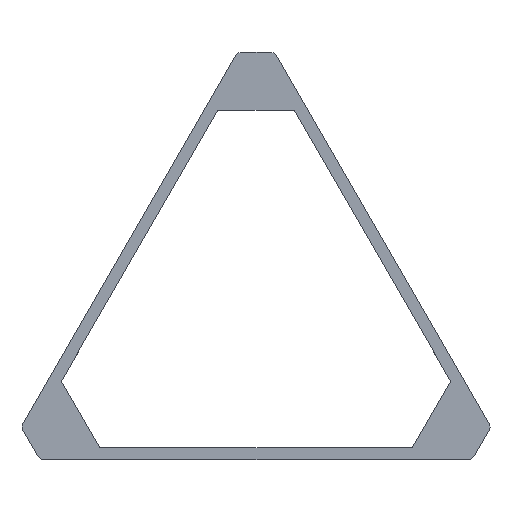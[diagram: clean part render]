
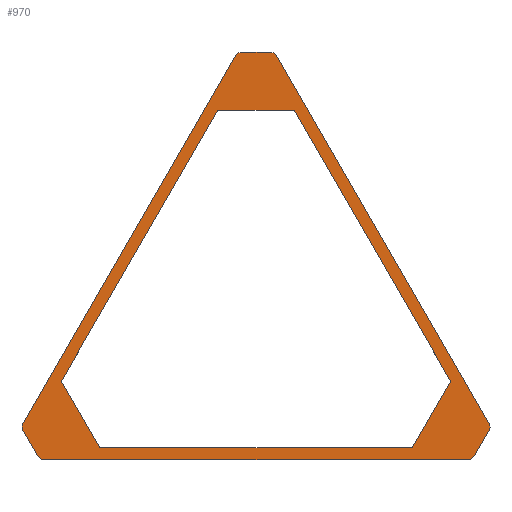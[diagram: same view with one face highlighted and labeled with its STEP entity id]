
A CAD part, top view. The second image highlights one B-rep face of the part: STEP entity #970.
In plain terms, the highlighted planar face has unit normal (0, 0, 1).
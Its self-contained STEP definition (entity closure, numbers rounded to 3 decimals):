
#19=FACE_BOUND('',#162,.T.);
#39=CIRCLE('',#1036,3.2);
#40=CIRCLE('',#1039,3.2);
#41=CIRCLE('',#1042,3.2);
#42=CIRCLE('',#1045,3.2);
#43=CIRCLE('',#1048,3.2);
#44=CIRCLE('',#1051,3.2);
#106=FACE_OUTER_BOUND('',#161,.T.);
#161=EDGE_LOOP('',(#846,#847,#848,#849,#850,#851,#852,#853,#854,#855,#856,
#857));
#162=EDGE_LOOP('',(#858,#859,#860,#861,#862,#863));
#210=LINE('',#1415,#321);
#214=LINE('',#1424,#325);
#218=LINE('',#1433,#329);
#222=LINE('',#1440,#333);
#224=LINE('',#1443,#335);
#227=LINE('',#1447,#338);
#260=LINE('',#1553,#371);
#263=LINE('',#1561,#374);
#266=LINE('',#1569,#377);
#269=LINE('',#1577,#380);
#272=LINE('',#1585,#383);
#275=LINE('',#1592,#386);
#321=VECTOR('',#1140,10.);
#325=VECTOR('',#1146,10.);
#329=VECTOR('',#1152,10.);
#333=VECTOR('',#1158,10.);
#335=VECTOR('',#1162,10.);
#338=VECTOR('',#1167,10.);
#371=VECTOR('',#1268,10.);
#374=VECTOR('',#1277,10.);
#377=VECTOR('',#1286,10.);
#380=VECTOR('',#1295,10.);
#383=VECTOR('',#1304,10.);
#386=VECTOR('',#1313,10.);
#417=VERTEX_POINT('',#1413);
#418=VERTEX_POINT('',#1414);
#421=VERTEX_POINT('',#1422);
#422=VERTEX_POINT('',#1423);
#425=VERTEX_POINT('',#1431);
#426=VERTEX_POINT('',#1432);
#465=VERTEX_POINT('',#1546);
#466=VERTEX_POINT('',#1547);
#467=VERTEX_POINT('',#1552);
#468=VERTEX_POINT('',#1556);
#469=VERTEX_POINT('',#1560);
#470=VERTEX_POINT('',#1564);
#471=VERTEX_POINT('',#1568);
#472=VERTEX_POINT('',#1572);
#473=VERTEX_POINT('',#1576);
#474=VERTEX_POINT('',#1580);
#475=VERTEX_POINT('',#1584);
#476=VERTEX_POINT('',#1588);
#522=EDGE_CURVE('',#417,#418,#210,.T.);
#526=EDGE_CURVE('',#421,#422,#214,.T.);
#530=EDGE_CURVE('',#425,#426,#218,.T.);
#534=EDGE_CURVE('',#426,#421,#222,.T.);
#536=EDGE_CURVE('',#422,#417,#224,.T.);
#539=EDGE_CURVE('',#418,#425,#227,.T.);
#588=EDGE_CURVE('',#465,#466,#39,.T.);
#591=EDGE_CURVE('',#467,#465,#260,.T.);
#593=EDGE_CURVE('',#468,#467,#40,.T.);
#595=EDGE_CURVE('',#469,#468,#263,.T.);
#597=EDGE_CURVE('',#470,#469,#41,.T.);
#599=EDGE_CURVE('',#471,#470,#266,.T.);
#601=EDGE_CURVE('',#472,#471,#42,.T.);
#603=EDGE_CURVE('',#473,#472,#269,.T.);
#605=EDGE_CURVE('',#474,#473,#43,.T.);
#607=EDGE_CURVE('',#475,#474,#272,.T.);
#609=EDGE_CURVE('',#476,#475,#44,.T.);
#611=EDGE_CURVE('',#466,#476,#275,.T.);
#846=ORIENTED_EDGE('',*,*,#611,.F.);
#847=ORIENTED_EDGE('',*,*,#588,.F.);
#848=ORIENTED_EDGE('',*,*,#591,.F.);
#849=ORIENTED_EDGE('',*,*,#593,.F.);
#850=ORIENTED_EDGE('',*,*,#595,.F.);
#851=ORIENTED_EDGE('',*,*,#597,.F.);
#852=ORIENTED_EDGE('',*,*,#599,.F.);
#853=ORIENTED_EDGE('',*,*,#601,.F.);
#854=ORIENTED_EDGE('',*,*,#603,.F.);
#855=ORIENTED_EDGE('',*,*,#605,.F.);
#856=ORIENTED_EDGE('',*,*,#607,.F.);
#857=ORIENTED_EDGE('',*,*,#609,.F.);
#858=ORIENTED_EDGE('',*,*,#536,.T.);
#859=ORIENTED_EDGE('',*,*,#522,.T.);
#860=ORIENTED_EDGE('',*,*,#539,.T.);
#861=ORIENTED_EDGE('',*,*,#530,.T.);
#862=ORIENTED_EDGE('',*,*,#534,.T.);
#863=ORIENTED_EDGE('',*,*,#526,.T.);
#919=PLANE('',#1053);
#970=ADVANCED_FACE('',(#106,#19),#919,.T.);
#1036=AXIS2_PLACEMENT_3D('',#1548,#1262,#1263);
#1039=AXIS2_PLACEMENT_3D('',#1557,#1272,#1273);
#1042=AXIS2_PLACEMENT_3D('',#1565,#1281,#1282);
#1045=AXIS2_PLACEMENT_3D('',#1573,#1290,#1291);
#1048=AXIS2_PLACEMENT_3D('',#1581,#1299,#1300);
#1051=AXIS2_PLACEMENT_3D('',#1589,#1308,#1309);
#1053=AXIS2_PLACEMENT_3D('',#1593,#1314,#1315);
#1140=DIRECTION('',(-0.5,0.866,0.));
#1146=DIRECTION('',(-0.5,-0.866,0.));
#1152=DIRECTION('',(1.,0.,0.));
#1158=DIRECTION('',(0.5,-0.866,0.));
#1162=DIRECTION('',(-1.,0.,0.));
#1167=DIRECTION('',(0.5,0.866,0.));
#1262=DIRECTION('center_axis',(0.,0.,-1.));
#1263=DIRECTION('ref_axis',(-0.866,-0.5,0.));
#1268=DIRECTION('',(1.,0.,0.));
#1272=DIRECTION('center_axis',(0.,0.,-1.));
#1273=DIRECTION('ref_axis',(0.,-1.,0.));
#1277=DIRECTION('',(0.5,0.866,0.));
#1281=DIRECTION('center_axis',(0.,0.,-1.));
#1282=DIRECTION('ref_axis',(0.866,-0.5,0.));
#1286=DIRECTION('',(-0.5,0.866,0.));
#1290=DIRECTION('center_axis',(0.,0.,-1.));
#1291=DIRECTION('ref_axis',(0.866,0.5,0.));
#1295=DIRECTION('',(-1.,0.,0.));
#1299=DIRECTION('center_axis',(0.,0.,-1.));
#1300=DIRECTION('ref_axis',(0.,1.,0.));
#1304=DIRECTION('',(-0.5,-0.866,0.));
#1308=DIRECTION('center_axis',(0.,0.,-1.));
#1309=DIRECTION('ref_axis',(-0.866,0.5,0.));
#1313=DIRECTION('',(0.5,-0.866,0.));
#1314=DIRECTION('center_axis',(0.,0.,1.));
#1315=DIRECTION('ref_axis',(1.,0.,0.));
#1413=CARTESIAN_POINT('',(-152.869,0.5,2.));
#1414=CARTESIAN_POINT('',(-169.318,28.991,2.));
#1415=CARTESIAN_POINT('',(-152.869,0.5,2.));
#1422=CARTESIAN_POINT('',(-2.454,28.991,2.));
#1423=CARTESIAN_POINT('',(-18.903,0.5,2.));
#1424=CARTESIAN_POINT('',(-2.454,28.991,2.));
#1431=CARTESIAN_POINT('',(-102.335,145.009,2.));
#1432=CARTESIAN_POINT('',(-69.437,145.009,2.));
#1433=CARTESIAN_POINT('',(-102.335,145.009,2.));
#1440=CARTESIAN_POINT('',(-53.557,117.505,2.));
#1443=CARTESIAN_POINT('',(-50.662,0.5,2.));
#1447=CARTESIAN_POINT('',(-153.439,56.495,2.));
#1546=CARTESIAN_POINT('',(-79.669,169.932,2.));
#1547=CARTESIAN_POINT('',(-76.898,168.332,2.));
#1548=CARTESIAN_POINT('Origin',(-79.669,166.732,2.));
#1552=CARTESIAN_POINT('',(-92.103,169.932,2.));
#1553=CARTESIAN_POINT('',(-92.103,169.932,2.));
#1556=CARTESIAN_POINT('',(-94.874,168.332,2.));
#1557=CARTESIAN_POINT('Origin',(-92.103,166.732,2.));
#1560=CARTESIAN_POINT('',(-185.786,10.868,2.));
#1561=CARTESIAN_POINT('',(-185.786,10.868,2.));
#1564=CARTESIAN_POINT('',(-185.786,7.668,2.));
#1565=CARTESIAN_POINT('Origin',(-183.015,9.268,2.));
#1568=CARTESIAN_POINT('',(-179.569,-3.1,2.));
#1569=CARTESIAN_POINT('',(-179.569,-3.1,2.));
#1572=CARTESIAN_POINT('',(-176.798,-4.7,2.));
#1573=CARTESIAN_POINT('Origin',(-176.798,-1.5,2.));
#1576=CARTESIAN_POINT('',(5.026,-4.7,2.));
#1577=CARTESIAN_POINT('',(5.026,-4.7,2.));
#1580=CARTESIAN_POINT('',(7.797,-3.1,2.));
#1581=CARTESIAN_POINT('Origin',(5.026,-1.5,2.));
#1584=CARTESIAN_POINT('',(14.014,7.668,2.));
#1585=CARTESIAN_POINT('',(14.014,7.668,2.));
#1588=CARTESIAN_POINT('',(14.014,10.868,2.));
#1589=CARTESIAN_POINT('Origin',(11.243,9.268,2.));
#1592=CARTESIAN_POINT('',(-76.898,168.332,2.));
#1593=CARTESIAN_POINT('Origin',(-85.886,58.167,2.));
